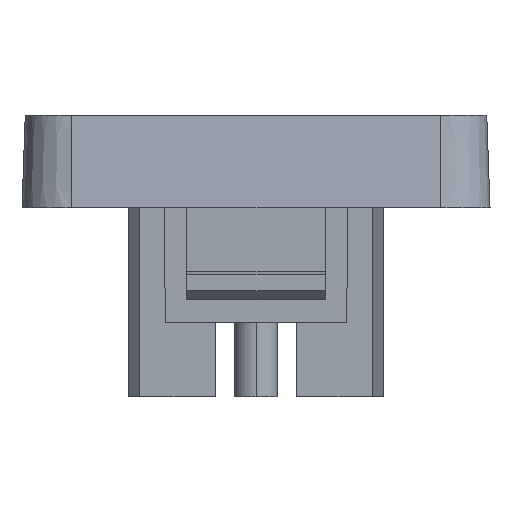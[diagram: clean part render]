
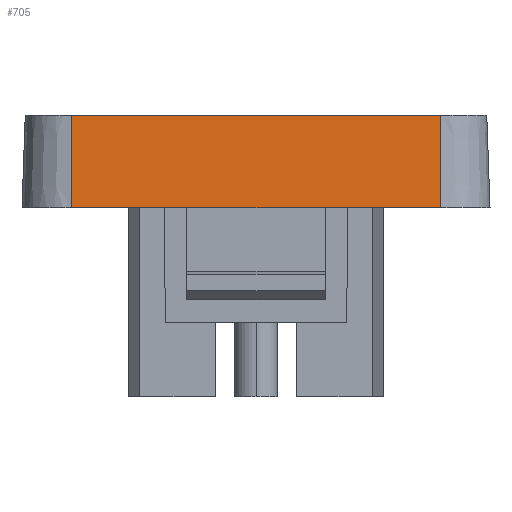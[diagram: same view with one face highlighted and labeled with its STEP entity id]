
A CAD part, left-side view. The second image highlights one B-rep face of the part: STEP entity #705.
In plain terms, the highlighted planar face has unit normal (-0.999, 0, 0.035).
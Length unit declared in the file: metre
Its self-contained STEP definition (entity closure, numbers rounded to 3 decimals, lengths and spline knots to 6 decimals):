
#430 = VERTEX_POINT ( 'NONE', #4454 ) ;
#503 = CARTESIAN_POINT ( 'NONE',  ( -0.079597, 0.0127, -0.00635 ) ) ;
#613 = EDGE_CURVE ( 'NONE', #430, #4070, #1231, .T. ) ;
#648 = ORIENTED_EDGE ( 'NONE', *, *, #613, .F. ) ;
#691 = EDGE_LOOP ( 'NONE', ( #648, #3425, #2541, #2001, #1160, #1085 ) ) ;
#705 = ADVANCED_FACE ( 'NONE', ( #1633 ), #1634, .T. ) ;
#1085 = ORIENTED_EDGE ( 'NONE', *, *, #3991, .T. ) ;
#1111 = VERTEX_POINT ( 'NONE', #503 ) ;
#1129 = EDGE_CURVE ( 'NONE', #1111, #1408, #1629, .T. ) ;
#1131 = EDGE_CURVE ( 'NONE', #1447, #3969, #1645, .T. ) ;
#1160 = ORIENTED_EDGE ( 'NONE', *, *, #1131, .T. ) ;
#1231 = LINE ( 'NONE', #1232, #1233 ) ;
#1232 = CARTESIAN_POINT ( 'NONE',  ( -0.079375, 0.0127, 0. ) ) ;
#1233 = VECTOR ( 'NONE',  #1234 ,1. ) ;
#1234 = DIRECTION ( 'NONE',  ( 0., -1., 0. ) ) ;
#1408 = VERTEX_POINT ( 'NONE', #2187 ) ;
#1447 = VERTEX_POINT ( 'NONE', #2208 ) ;
#1629 = LINE ( 'NONE', #1630, #1631 ) ;
#1630 = CARTESIAN_POINT ( 'NONE',  ( -0.079597, -0.007925, -0.00635 ) ) ;
#1631 = VECTOR ( 'NONE',  #1632 ,1. ) ;
#1632 = DIRECTION ( 'NONE',  ( 0., -1., 0. ) ) ;
#1633 = FACE_OUTER_BOUND ( 'NONE', #691, .T. ) ;
#1634 = PLANE ( 'NONE',  #1635 ) ;
#1635 = AXIS2_PLACEMENT_3D ( 'NONE', #1636, #1640, #1641 ) ;
#1636 = CARTESIAN_POINT ( 'NONE',  ( -0.079375, 0.0127, 0. ) ) ;
#1640 = DIRECTION ( 'NONE',  ( -0.999, 0., 0.035 ) ) ;
#1641 = DIRECTION ( 'NONE',  ( 0.035, 0., 0.999 ) ) ;
#1645 = LINE ( 'NONE', #1646, #1647 ) ;
#1646 = CARTESIAN_POINT ( 'NONE',  ( -0.079597, -0.007925, -0.00635 ) ) ;
#1647 = VECTOR ( 'NONE',  #1648 ,1. ) ;
#1648 = DIRECTION ( 'NONE',  ( 0., -1., 0. ) ) ;
#1657 = EDGE_CURVE ( 'NONE', #1408, #1447, #2332, .T. ) ;
#2001 = ORIENTED_EDGE ( 'NONE', *, *, #1657, .T. ) ;
#2187 = CARTESIAN_POINT ( 'NONE',  ( -0.079597, 0.004762, -0.00635 ) ) ;
#2208 = CARTESIAN_POINT ( 'NONE',  ( -0.079597, -0.004763, -0.00635 ) ) ;
#2332 = LINE ( 'NONE', #2333, #2334 ) ;
#2333 = CARTESIAN_POINT ( 'NONE',  ( -0.079597, 0.004763, -0.00635 ) ) ;
#2334 = VECTOR ( 'NONE',  #2335 ,1. ) ;
#2335 = DIRECTION ( 'NONE',  ( 0., -1., 0. ) ) ;
#2541 = ORIENTED_EDGE ( 'NONE', *, *, #1129, .T. ) ;
#2810 = CARTESIAN_POINT ( 'NONE',  ( -0.079597, -0.0127, -0.00635 ) ) ;
#2973 = LINE ( 'NONE', #2974, #2975 ) ;
#2974 = CARTESIAN_POINT ( 'NONE',  ( -0.079375, -0.0127, 0. ) ) ;
#2975 = VECTOR ( 'NONE',  #2976 ,1. ) ;
#2976 = DIRECTION ( 'NONE',  ( 0.035, 0., 0.999 ) ) ;
#3084 = EDGE_CURVE ( 'NONE', #1111, #430, #3304, .T. ) ;
#3304 = LINE ( 'NONE', #3305, #3306 ) ;
#3305 = CARTESIAN_POINT ( 'NONE',  ( -0.079375, 0.0127, 0. ) ) ;
#3306 = VECTOR ( 'NONE',  #3307 ,1. ) ;
#3307 = DIRECTION ( 'NONE',  ( 0.035, 0., 0.999 ) ) ;
#3425 = ORIENTED_EDGE ( 'NONE', *, *, #3084, .F. ) ;
#3512 = CARTESIAN_POINT ( 'NONE',  ( -0.079375, -0.0127, 0. ) ) ;
#3969 = VERTEX_POINT ( 'NONE', #2810 ) ;
#3991 = EDGE_CURVE ( 'NONE', #3969, #4070, #2973, .T. ) ;
#4070 = VERTEX_POINT ( 'NONE', #3512 ) ;
#4454 = CARTESIAN_POINT ( 'NONE',  ( -0.079375, 0.0127, 0. ) ) ;
